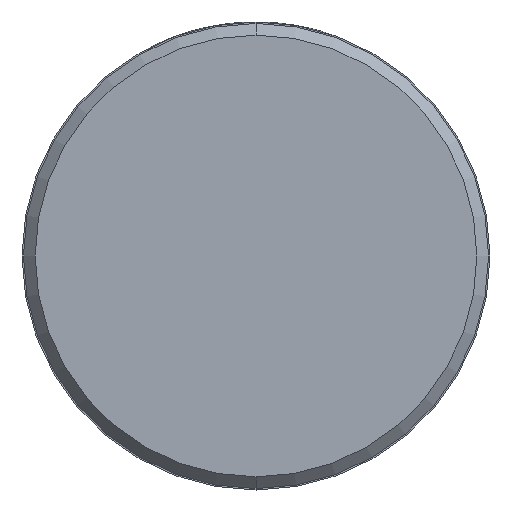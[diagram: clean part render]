
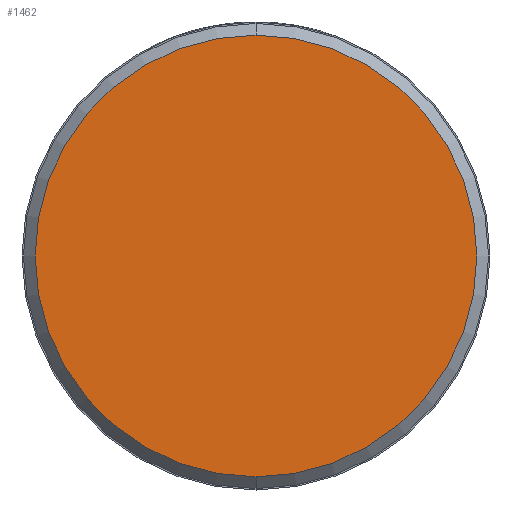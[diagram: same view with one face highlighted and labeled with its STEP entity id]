
A CAD part, front view. The second image highlights one B-rep face of the part: STEP entity #1462.
In plain terms, the highlighted planar face has unit normal (0, -1, 0).
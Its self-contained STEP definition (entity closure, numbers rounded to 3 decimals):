
#45 = DIRECTION ( 'NONE',  ( 0., 0., 1. ) ) ;
#313 = CARTESIAN_POINT ( 'NONE',  ( 0., 0., -37.75 ) ) ;
#435 = CIRCLE ( 'NONE', #1938, 37.75 ) ;
#490 = CARTESIAN_POINT ( 'NONE',  ( 0., 0., 0. ) ) ;
#906 = ORIENTED_EDGE ( 'NONE', *, *, #2872, .T. ) ;
#1005 = CARTESIAN_POINT ( 'NONE',  ( 0., 0., 0. ) ) ;
#1035 = CARTESIAN_POINT ( 'NONE',  ( 0., 0., 0. ) ) ;
#1253 = AXIS2_PLACEMENT_3D ( 'NONE', #490, #2183, #2399 ) ;
#1381 = EDGE_CURVE ( 'NONE', #1414, #2500, #2189, .T. ) ;
#1414 = VERTEX_POINT ( 'NONE', #313 ) ;
#1462 = ADVANCED_FACE ( 'NONE', ( #3124 ), #1939, .F. ) ;
#1483 = DIRECTION ( 'NONE',  ( 0., -1., 0. ) ) ;
#1767 = DIRECTION ( 'NONE',  ( 0., 0., 1. ) ) ;
#1938 = AXIS2_PLACEMENT_3D ( 'NONE', #1005, #1483, #45 ) ;
#1939 = PLANE ( 'NONE',  #1253 ) ;
#2015 = AXIS2_PLACEMENT_3D ( 'NONE', #1035, #2995, #1767 ) ;
#2183 = DIRECTION ( 'NONE',  ( 0., 1., 0. ) ) ;
#2189 = CIRCLE ( 'NONE', #2015, 37.75 ) ;
#2399 = DIRECTION ( 'NONE',  ( 0., 0., 1. ) ) ;
#2443 = CARTESIAN_POINT ( 'NONE',  ( 0., 0., 37.75 ) ) ;
#2485 = ORIENTED_EDGE ( 'NONE', *, *, #1381, .T. ) ;
#2500 = VERTEX_POINT ( 'NONE', #2443 ) ;
#2568 = EDGE_LOOP ( 'NONE', ( #906, #2485 ) ) ;
#2872 = EDGE_CURVE ( 'NONE', #2500, #1414, #435, .T. ) ;
#2995 = DIRECTION ( 'NONE',  ( 0., -1., 0. ) ) ;
#3124 = FACE_OUTER_BOUND ( 'NONE', #2568, .T. ) ;
